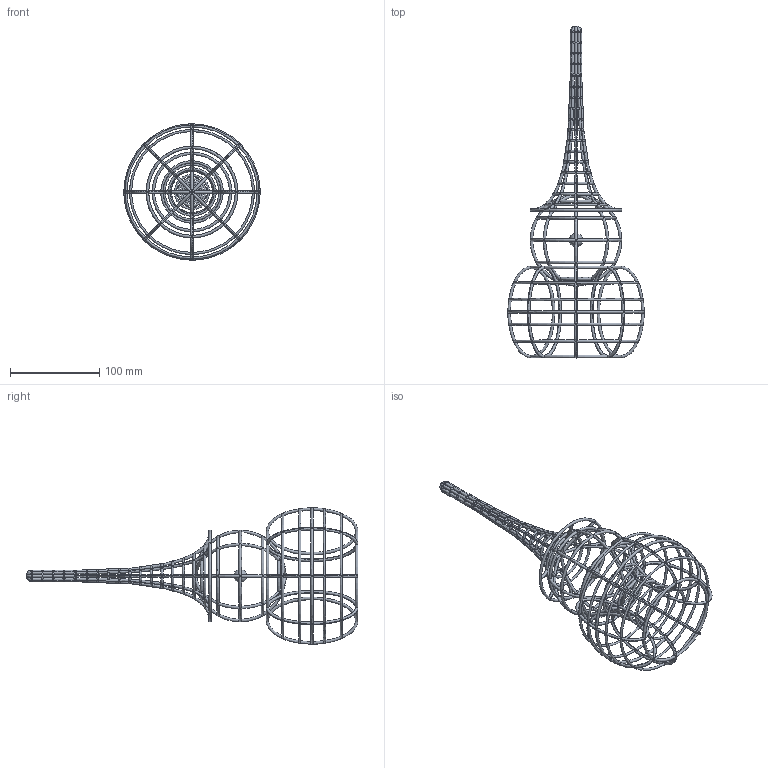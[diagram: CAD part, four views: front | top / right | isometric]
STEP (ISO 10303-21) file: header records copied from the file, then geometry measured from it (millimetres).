
FILE_DESCRIPTION(/* description */ ('STEP AP242','CAx-IF Rec.Pracs.---Representation and Presentation of Product Manufacturing Information (PMI)---4.0---2014-10-13','CAx-IF Rec.Pracs.---3D Tessellated Geometry---0.4---2014-09-14','2;1'),/* implementation_level */ '2;1');
FILE_NAME(/* name */ '6584478695c19012d04d77cd',/* time_stamp */ '2023-12-21T14:11:19Z',/* author */ (''),/* organization */ (''),/* preprocessor_version */ 'ST-DEVELOPER v19.4',/* originating_system */ ' ',/* authorisation */ ' ');
FILE_SCHEMA (('AP242_MANAGED_MODEL_BASED_3D_ENGINEERING_MIM_LF { 1 0 10303 442 1 1 4 }'));
Length unit declared in the file: metre
Products named in the file (4): SIZE_COMP_ASM; REVERSE_SPHERE; SPHERE; INVERTED_SPHERE
Assembly tree (3 placements, depth 2):
  SIZE_COMP_ASM
    REVERSE_SPHERE
    SPHERE
    INVERTED_SPHERE
Bounding box: 153 x 372.28 x 153 mm (x, y, z)
Volume: 70569.5 mm3; surface area: 93679.9 mm2
Topology: 3 solids, 3 shells, 420 faces, 1500 edges, 900 vertices
Faces by surface type: torus 329, bspline 80, cylinder 10, sphere 1
Full cylindrical faces by diameter (mm): 3 x10
Entity records: 31703 total; most frequent: CARTESIAN_POINT 22801, ORIENTED_EDGE 1950, EDGE_LOOP 1150, FACE_BOUND 1150, EDGE_CURVE 975, B_SPLINE_CURVE_WITH_KNOTS 941, DIRECTION 756, VERTEX_POINT 715
